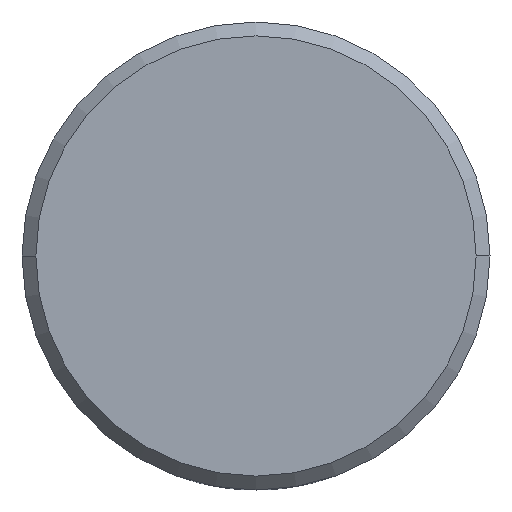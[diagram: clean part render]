
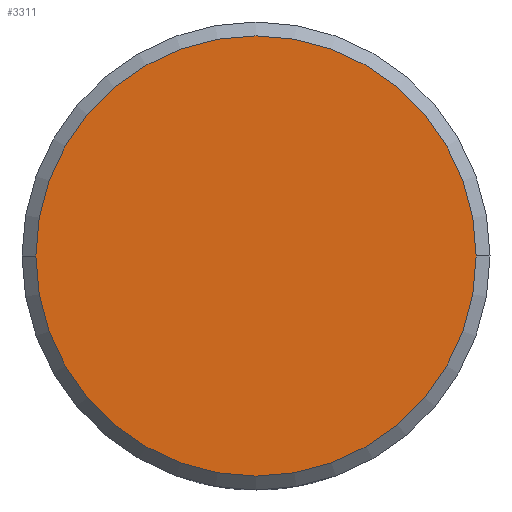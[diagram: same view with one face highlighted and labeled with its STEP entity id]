
A CAD part, front view. The second image highlights one B-rep face of the part: STEP entity #3311.
In plain terms, the highlighted planar face has unit normal (0, -1, 0).
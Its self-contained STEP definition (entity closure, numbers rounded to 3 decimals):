
#121 = DIRECTION ( 'NONE',  ( -1., 0., 0. ) ) ;
#463 = ORIENTED_EDGE ( 'NONE', *, *, #1646, .F. ) ;
#682 = VERTEX_POINT ( 'NONE', #7104 ) ;
#757 = FACE_OUTER_BOUND ( 'NONE', #5511, .T. ) ;
#847 = DIRECTION ( 'NONE',  ( 0., 1., 0. ) ) ;
#953 = PLANE ( 'NONE',  #12779 ) ;
#1646 = EDGE_CURVE ( 'NONE', #682, #8077, #14307, .T. ) ;
#2854 = EDGE_CURVE ( 'NONE', #8077, #682, #7829, .T. ) ;
#3311 = ADVANCED_FACE ( 'NONE', ( #757 ), #953, .F. ) ;
#5077 = CARTESIAN_POINT ( 'NONE',  ( 0., -250., 0. ) ) ;
#5511 = EDGE_LOOP ( 'NONE', ( #463, #8043 ) ) ;
#6405 = CARTESIAN_POINT ( 'NONE',  ( 15.85, -250., 0. ) ) ;
#7104 = CARTESIAN_POINT ( 'NONE',  ( -15.85, -250., 0. ) ) ;
#7597 = CARTESIAN_POINT ( 'NONE',  ( 0., -250., 0. ) ) ;
#7829 = CIRCLE ( 'NONE', #14158, 15.85 ) ;
#8043 = ORIENTED_EDGE ( 'NONE', *, *, #2854, .F. ) ;
#8077 = VERTEX_POINT ( 'NONE', #6405 ) ;
#8325 = CARTESIAN_POINT ( 'NONE',  ( 0., -250., 0. ) ) ;
#8818 = DIRECTION ( 'NONE',  ( 0., 1., 0. ) ) ;
#9581 = DIRECTION ( 'NONE',  ( -1., 0., 0. ) ) ;
#10807 = AXIS2_PLACEMENT_3D ( 'NONE', #7597, #8818, #15151 ) ;
#12779 = AXIS2_PLACEMENT_3D ( 'NONE', #8325, #847, #9581 ) ;
#14158 = AXIS2_PLACEMENT_3D ( 'NONE', #5077, #15083, #121 ) ;
#14307 = CIRCLE ( 'NONE', #10807, 15.85 ) ;
#15083 = DIRECTION ( 'NONE',  ( 0., 1., 0. ) ) ;
#15151 = DIRECTION ( 'NONE',  ( -1., 0., 0. ) ) ;
